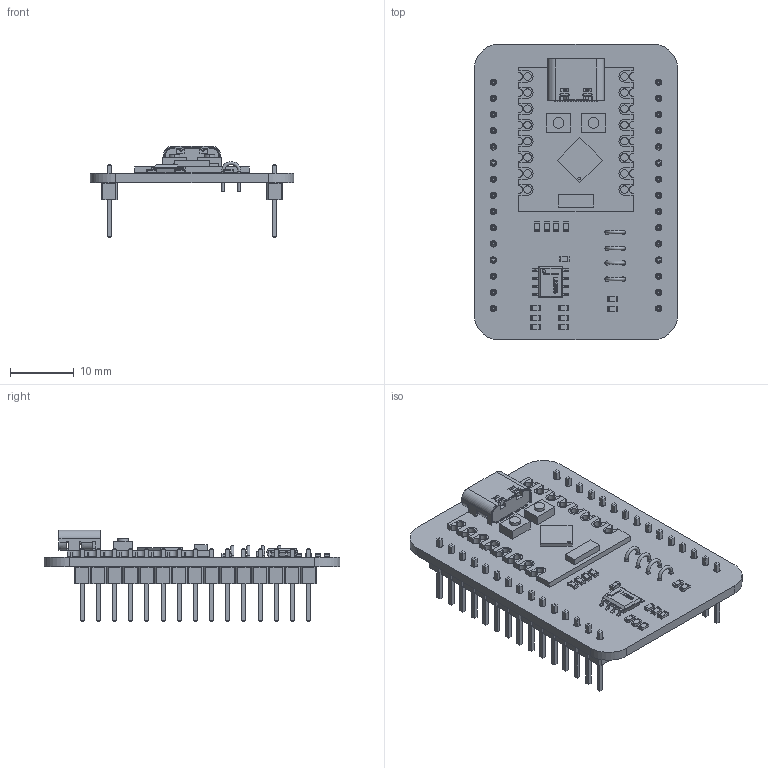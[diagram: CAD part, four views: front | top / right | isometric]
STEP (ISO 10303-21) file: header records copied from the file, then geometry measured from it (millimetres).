
FILE_DESCRIPTION(('KiCad electronic assembly'),'2;1');
FILE_NAME('Wheelspeed New.step','2025-05-26T21:27:08',('Pcbnew'),( 'Kicad'),'Open CASCADE STEP processor 7.8','KiCad to STEP converter' ,'Unknown');
FILE_SCHEMA(('AUTOMOTIVE_DESIGN { 1 0 10303 214 1 1 1 1 }'));
Length unit declared in the file: millimetre
Products named in the file (11): Wheelspeed New 1; LM393 SMD IC SOIC(8); R_0603_1608Metric; TestPoint_Bridge_Pitch2.54mm_Drill0.7mm; C_0603_1608Metric; ESP32-C3 SuperMini_TH--3DModel-STEP-56544; Board c3mini; USB C; components (other)^ESP32-C3 SuperMini; PinHeader_1x15_P2.54mm_Vertical; Wheelspeed New_PCB
Assembly tree (25 placements, depth 3):
  Wheelspeed New 1
    LM393 SMD IC SOIC(8)
    R_0603_1608Metric  x12
    TestPoint_Bridge_Pitch2.54mm_Drill0.7mm  x4
    C_0603_1608Metric
    ESP32-C3 SuperMini_TH--3DModel-STEP-56544
      Board c3mini
      USB C
      components (other)^ESP32-C3 SuperMini
    PinHeader_1x15_P2.54mm_Vertical  x2
    Wheelspeed New_PCB
Bounding box: 32 x 46.5 x 14.38 mm (x, y, z)
Volume: 3313.9 mm3; surface area: 6684.2 mm2
Topology: 50 solids, 50 shells, 2307 faces, 6081 edges, 3920 vertices
Faces by surface type: plane 1732, cylinder 468, bspline 89, cone 14, torus 4
Full cylindrical faces by diameter (mm): 0.5 x8, 0.7 x8, 1 x30
Entity records: 57010 total; most frequent: CARTESIAN_POINT 11222, ORIENTED_EDGE 8870, DIRECTION 8042, EDGE_CURVE 4435, LINE 3402, VECTOR 3402, VERTEX_POINT 2880, AXIS2_PLACEMENT_3D 2320
